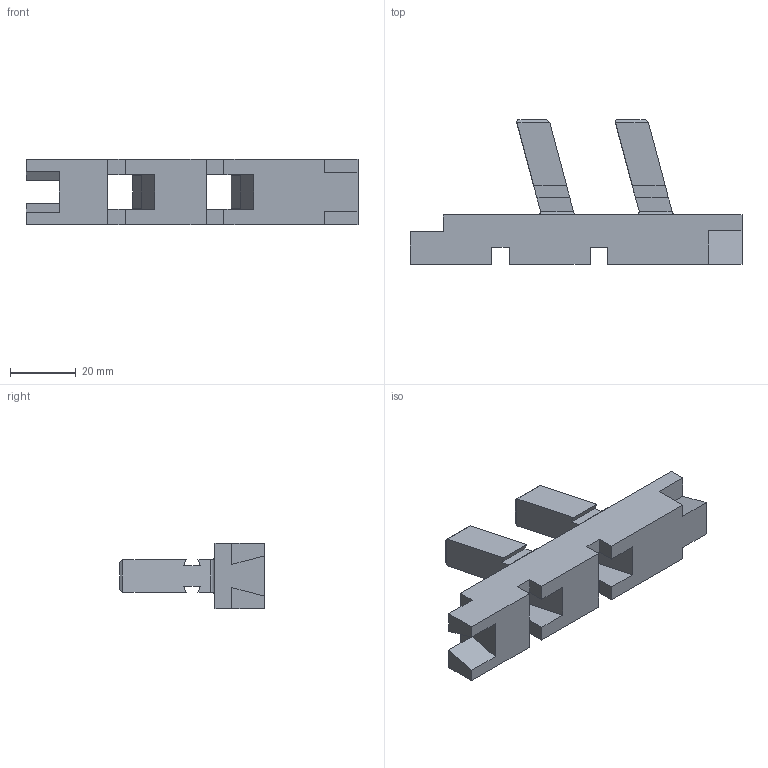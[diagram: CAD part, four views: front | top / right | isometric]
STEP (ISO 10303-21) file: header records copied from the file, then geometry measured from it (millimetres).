
FILE_DESCRIPTION (( 'STEP AP214' ), '1' );
FILE_NAME ('dish rackv2.5.STEP', '2025-04-10T04:47:03', ( 'andrew' ), ( '' ), 'SwSTEP 2.0', 'SolidWorks 2024', '' );
FILE_SCHEMA (( 'AUTOMOTIVE_DESIGN' ));
Length unit declared in the file: millimetre
Products named in the file (1): dish rackv2.5
Bounding box: 100.98 x 43.98 x 20 mm (x, y, z)
Volume: 28192.9 mm3; surface area: 10902.7 mm2
Topology: 1 solids, 1 shells, 78 faces, 224 edges, 148 vertices
Faces by surface type: plane 70, cylinder 8
Entity records: 2531 total; most frequent: CARTESIAN_POINT 487, ORIENTED_EDGE 448, DIRECTION 374, EDGE_CURVE 224, VECTOR 208, LINE 208, VERTEX_POINT 148, AXIS2_PLACEMENT_3D 83
